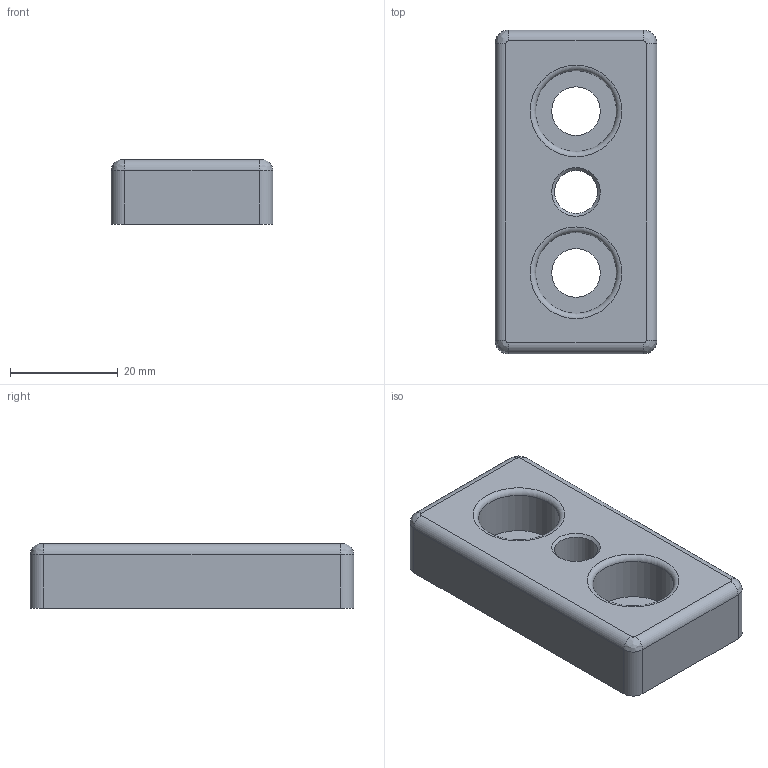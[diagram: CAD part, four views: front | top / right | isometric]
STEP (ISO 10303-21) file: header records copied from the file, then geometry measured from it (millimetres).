
FILE_DESCRIPTION(/* description */ (''),/* implementation_level */ '2;1');
FILE_NAME(/* name */ '523060.8.stp',/* time_stamp */ '2021-10-28T07:40:17+02:00',/* author */ ('Špaček'),/* organization */ ('Alutec K&K'),/* preprocessor_version */ 'ST-DEVELOPER v18.1',/* originating_system */ 'Autodesk Inventor 2021',/* authorisation */ '');
FILE_SCHEMA (('AUTOMOTIVE_DESIGN { 1 0 10303 214 3 1 1 }'));
Length unit declared in the file: millimetre
Products named in the file (1): 523060.8
Bounding box: 30 x 60 x 12 mm (x, y, z)
Volume: 13648.9 mm3; surface area: 8638.3 mm2
Topology: 1 solids, 1 shells, 197 faces, 466 edges, 281 vertices
Faces by surface type: cylinder 93, bspline 44, plane 44, torus 14, cone 2
Full cylindrical faces by diameter (mm): 8 x1, 9 x2, 15 x2
Entity records: 8173 total; most frequent: CARTESIAN_POINT 3670, DIRECTION 961, ORIENTED_EDGE 932, EDGE_CURVE 466, AXIS2_PLACEMENT_3D 385, VERTEX_POINT 281, CIRCLE 227, EDGE_LOOP 213
